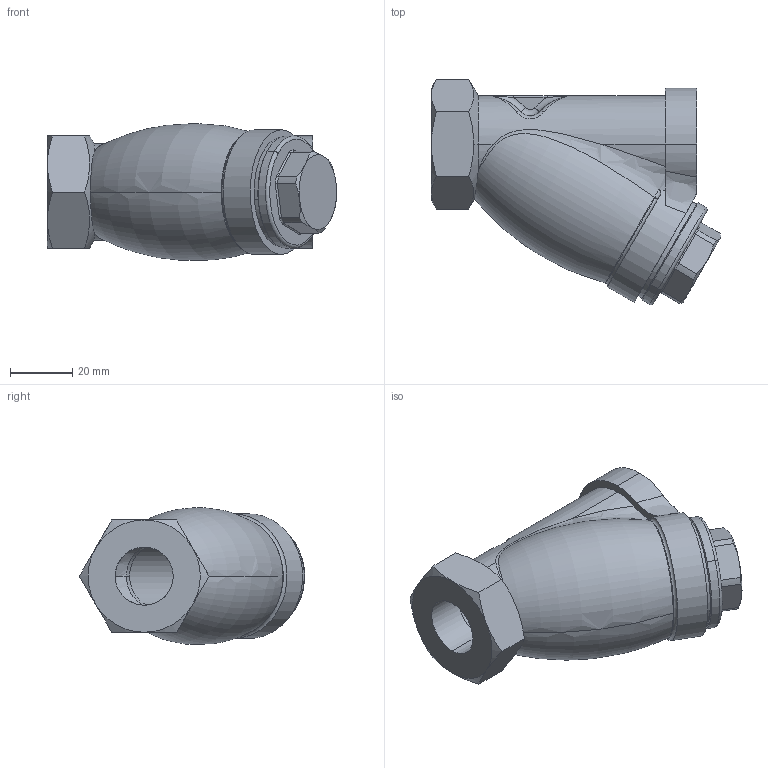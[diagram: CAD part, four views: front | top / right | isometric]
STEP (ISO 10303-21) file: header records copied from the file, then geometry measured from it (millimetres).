
FILE_DESCRIPTION (( 'STEP AP214' ), '1' );
FILE_NAME ('823_DN15_PN16.STEP', '2009-12-07T21:00:17', ( 'wn' ), ( 'Home' ), 'SwSTEP 2.0', 'SolidWorks 2009', '' );
FILE_SCHEMA (( 'AUTOMOTIVE_DESIGN' ));
Length unit declared in the file: millimetre
Products named in the file (1): 823_DN15_PN16
Bounding box: 92.71 x 72.23 x 43.9 mm (x, y, z)
Volume: 75357 mm3; surface area: 38438.7 mm2
Topology: 4 solids, 4 shells, 182 faces, 419 edges, 246 vertices
Faces by surface type: cylinder 59, bspline 37, plane 32, torus 31, cone 23
Entity records: 14157 total; most frequent: CARTESIAN_POINT 8292, ORIENTED_EDGE 822, DIRECTION 736, EDGE_CURVE 411, AXIS2_PLACEMENT_3D 326, VERTEX_POINT 246, EDGE_LOOP 199, UNCERTAINTY_MEASURE_WITH_UNIT 188
